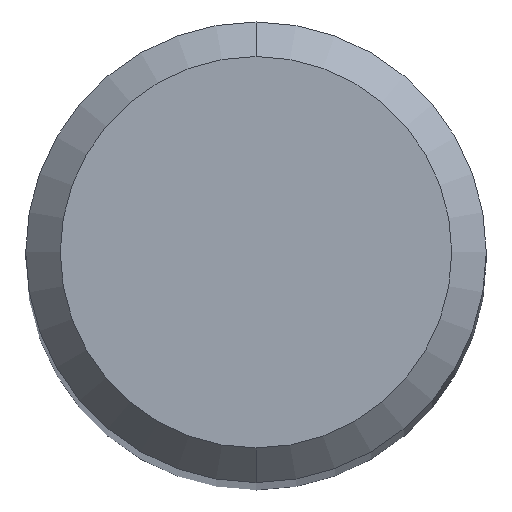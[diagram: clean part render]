
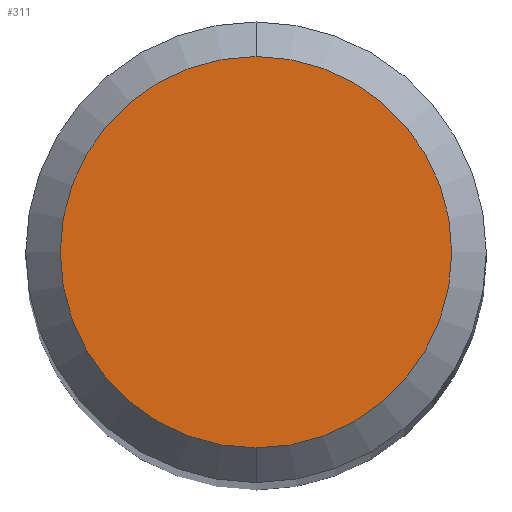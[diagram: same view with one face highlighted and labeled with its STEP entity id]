
A CAD part, top view. The second image highlights one B-rep face of the part: STEP entity #311.
In plain terms, the highlighted planar face has unit normal (0, 0, 1).
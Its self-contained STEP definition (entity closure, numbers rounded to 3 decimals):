
#301=VERTEX_POINT('',#636);
#311=ADVANCED_FACE('',(#648),#649,.T.);
#375=VERTEX_POINT('',#717);
#383=EDGE_CURVE('',#375,#301,#725,.T.);
#387=EDGE_CURVE('',#301,#375,#729,.T.);
#636=CARTESIAN_POINT('',(0.,-1.7,0.0));
#648=FACE_OUTER_BOUND('',#1128,.T.);
#649=PLANE('',#1129);
#717=CARTESIAN_POINT('',(0.0,1.7,0.0));
#725=CIRCLE('',#1324,1.7);
#729=CIRCLE('',#1331,1.7);
#1128=EDGE_LOOP('',(#1684,#1685));
#1129=AXIS2_PLACEMENT_3D('',#1686,#1687,#1688);
#1324=AXIS2_PLACEMENT_3D('',#1751,#1752,#1753);
#1331=AXIS2_PLACEMENT_3D('',#1755,#1756,#1757);
#1684=ORIENTED_EDGE('',*,*,#383,.F.);
#1685=ORIENTED_EDGE('',*,*,#387,.F.);
#1686=CARTESIAN_POINT('',(0.0,0.85,0.0));
#1687=DIRECTION('',(-0.0,0.0,1.0));
#1688=DIRECTION('',(0.0,-1.0,0.0));
#1751=CARTESIAN_POINT('',(0.0,0.0,0.0));
#1752=DIRECTION('',(0.0,0.0,-1.0));
#1753=DIRECTION('',(0.0,1.0,0.0));
#1755=CARTESIAN_POINT('',(0.0,0.0,0.0));
#1756=DIRECTION('',(0.0,0.0,-1.0));
#1757=DIRECTION('',(0.0,1.0,0.0));
